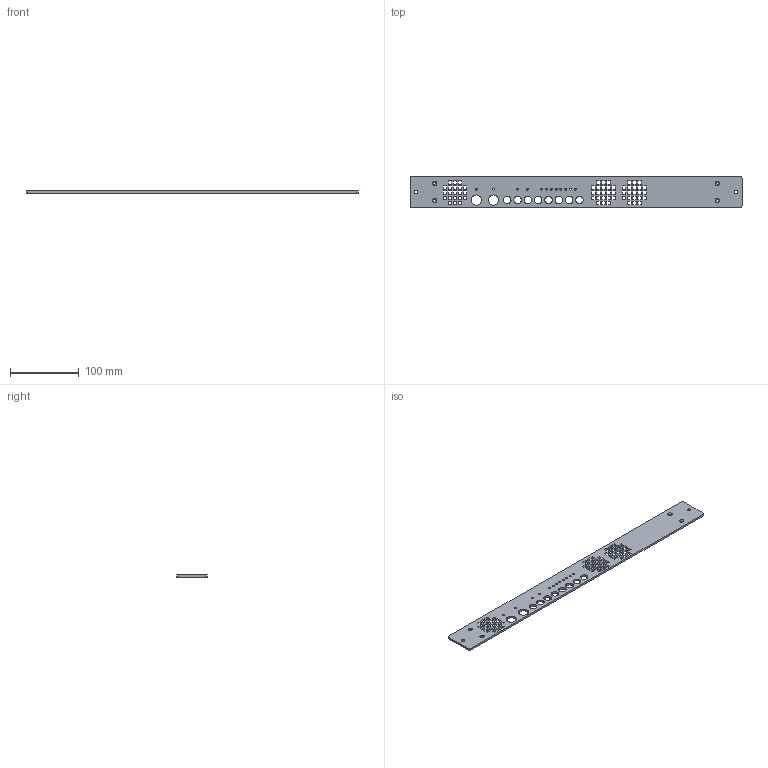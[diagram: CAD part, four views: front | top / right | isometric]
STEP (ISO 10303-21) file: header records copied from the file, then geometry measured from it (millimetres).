
FILE_DESCRIPTION((''),'2;1');
FILE_NAME('X_FRONT_PANEL','2012-06-28T',('Admin'),(''),'PRO/ENGINEER BY PARAMETRIC TECHNOLOGY CORPORATION, 2010180','PRO/ENGINEER BY PARAMETRIC TECHNOLOGY CORPORATION, 2010180','');
FILE_SCHEMA(('CONFIG_CONTROL_DESIGN'));
Length unit declared in the file: millimetre
Products named in the file (1): X_FRONT_PANEL
Bounding box: 483 x 44.45 x 3 mm (x, y, z)
Volume: 55636.2 mm3; surface area: 45772 mm2
Topology: 1 solids, 1 shells, 326 faces, 964 edges, 640 vertices
Faces by surface type: plane 258, cylinder 58, cone 10
Entity records: 11174 total; most frequent: CARTESIAN_POINT 1930, ORIENTED_EDGE 1928, DIRECTION 1744, EDGE_CURVE 964, VECTOR 836, LINE 836, VERTEX_POINT 640, EDGE_LOOP 508
